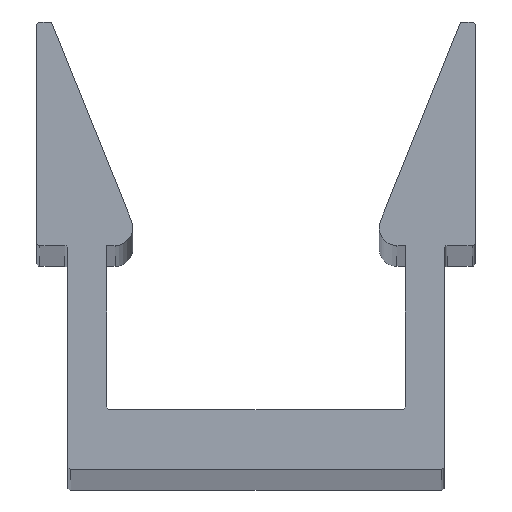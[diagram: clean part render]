
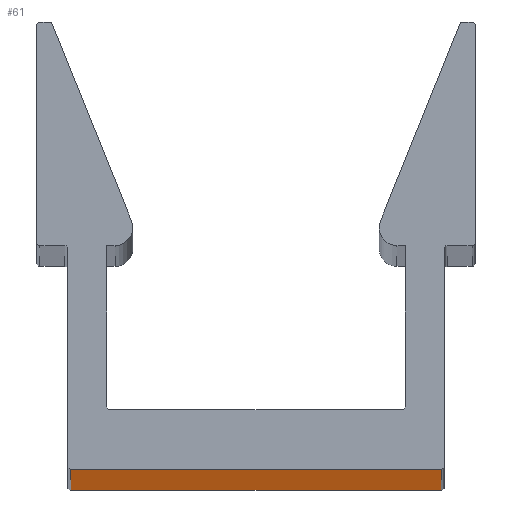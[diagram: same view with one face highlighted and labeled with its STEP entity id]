
A CAD part, top view. The second image highlights one B-rep face of the part: STEP entity #61.
In plain terms, the highlighted planar face has unit normal (0, -1, 0).
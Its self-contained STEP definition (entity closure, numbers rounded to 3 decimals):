
#61 = ADVANCED_FACE ( 'NONE', ( #497 ), #607, .F. ) ;
#62 = EDGE_LOOP ( 'NONE', ( #63, #240, #243, #269 ) ) ;
#63 = ORIENTED_EDGE ( 'NONE', *, *, #239, .T. ) ;
#64 = VERTEX_POINT ( 'NONE', #608 ) ;
#238 = VERTEX_POINT ( 'NONE', #712 ) ;
#239 = EDGE_CURVE ( 'NONE', #238, #64, #711, .T. ) ;
#240 = ORIENTED_EDGE ( 'NONE', *, *, #241, .F. ) ;
#241 = EDGE_CURVE ( 'NONE', #242, #64, #707, .T. ) ;
#242 = VERTEX_POINT ( 'NONE', #703 ) ;
#243 = ORIENTED_EDGE ( 'NONE', *, *, #268, .F. ) ;
#255 = EDGE_CURVE ( 'NONE', #256, #238, #1051, .T. ) ;
#256 = VERTEX_POINT ( 'NONE', #900 ) ;
#268 = EDGE_CURVE ( 'NONE', #256, #242, #1008, .T. ) ;
#269 = ORIENTED_EDGE ( 'NONE', *, *, #255, .T. ) ;
#497 = FACE_OUTER_BOUND ( 'NONE', #62, .T. ) ;
#527 = DIRECTION ( 'NONE',  ( 0., 0., 1. ) ) ;
#528 = DIRECTION ( 'NONE',  ( 0., 1., 0. ) ) ;
#529 = CARTESIAN_POINT ( 'NONE',  ( -7.899, 0., 254. ) ) ;
#607 = PLANE ( 'NONE',  #609 ) ;
#608 = CARTESIAN_POINT ( 'NONE',  ( 7.899, 0., -254. ) ) ;
#609 = AXIS2_PLACEMENT_3D ( 'NONE', #529, #528, #527 ) ;
#703 = CARTESIAN_POINT ( 'NONE',  ( 7.899, 0., 254. ) ) ;
#704 = DIRECTION ( 'NONE',  ( 0., 0., -1. ) ) ;
#705 = VECTOR ( 'NONE', #704, 1000. ) ;
#706 = CARTESIAN_POINT ( 'NONE',  ( 7.899, 0., 254. ) ) ;
#707 = LINE ( 'NONE', #706, #705 ) ;
#708 = DIRECTION ( 'NONE',  ( 1., 0., 0. ) ) ;
#709 = VECTOR ( 'NONE', #708, 1000. ) ;
#710 = CARTESIAN_POINT ( 'NONE',  ( -7.899, 0., -254. ) ) ;
#711 = LINE ( 'NONE', #710, #709 ) ;
#712 = CARTESIAN_POINT ( 'NONE',  ( -7.899, 0., -254. ) ) ;
#900 = CARTESIAN_POINT ( 'NONE',  ( -7.899, 0., 254. ) ) ;
#1005 = DIRECTION ( 'NONE',  ( 1., 0., 0. ) ) ;
#1006 = VECTOR ( 'NONE', #1005, 1000. ) ;
#1007 = CARTESIAN_POINT ( 'NONE',  ( -7.899, 0., 254. ) ) ;
#1008 = LINE ( 'NONE', #1007, #1006 ) ;
#1048 = DIRECTION ( 'NONE',  ( 0., 0., -1. ) ) ;
#1049 = VECTOR ( 'NONE', #1048, 1000. ) ;
#1050 = CARTESIAN_POINT ( 'NONE',  ( -7.899, 0., 254. ) ) ;
#1051 = LINE ( 'NONE', #1050, #1049 ) ;
